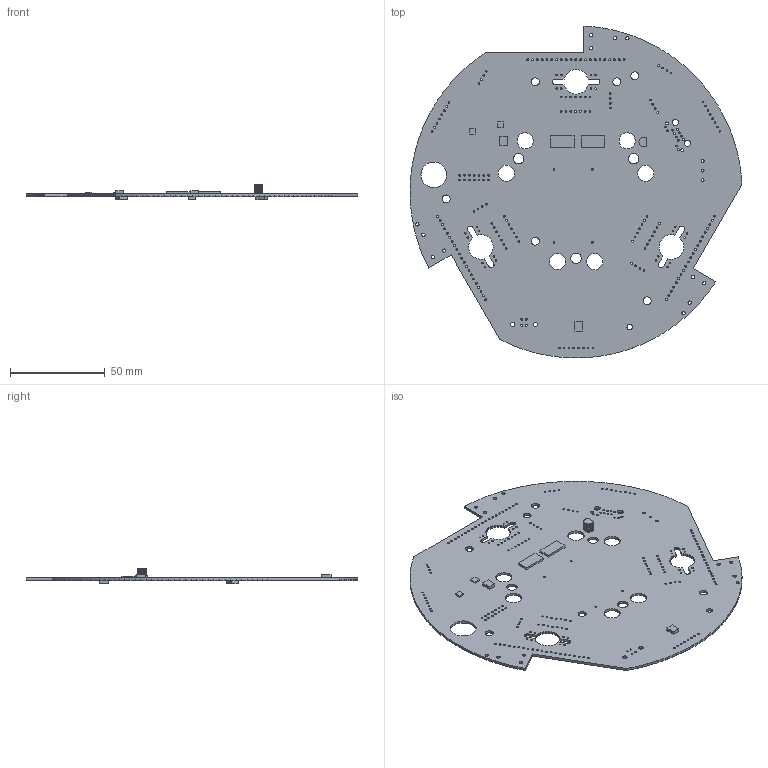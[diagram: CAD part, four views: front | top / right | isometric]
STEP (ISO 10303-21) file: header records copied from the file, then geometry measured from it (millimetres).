
FILE_DESCRIPTION(('Open CASCADE Model'),'2;1');
FILE_NAME('Open CASCADE Shape Model','2012-01-19T09:28:45',('Author'),( 'Open CASCADE'),'Open CASCADE STEP processor 6.2','Open CASCADE 6.2' ,'Unknown');
FILE_SCHEMA(('AUTOMOTIVE_DESIGN { 1 0 10303 214 1 1 1 1 }'));
Length unit declared in the file: millimetre
Products named in the file (26): PCB; Board; U24; 1533087616; Extruded; U19; 1789041552; U17; 1789041040; U15; 1533087744; U14; 1789040400; U5; 1789041168; U4; U21; 1239755744; U22; U23
Assembly tree (28 placements, depth 4):
  PCB
    Board
    U24
      1533087616
        Extruded
    U19
      1789041552
        Extruded
    U17
      1789041040
        Extruded
    U15
      1533087744
        Extruded
    U14
      1789040400
        Extruded
    U5
      1789041168
        Extruded
    U4
      1789041168
        Extruded
    U21
      1239755744
        Extruded
    U22
      1533087744
        Extruded
    U23
      1239755744
        Extruded
Bounding box: 174.9 x 174.9 x 8.3 mm (x, y, z)
Volume: 28790.1 mm3; surface area: 45808.5 mm2
Topology: 11 solids, 11 shells, 701 faces, 2037 edges, 1358 vertices
Faces by surface type: plane 449, cylinder 252
Full cylindrical faces by diameter (mm): 0.75 x3, 0.762 x24, 0.889 x12, 0.9 x104, 0.92 x4, 1.016 x63, 1.02 x4, 1.5 x3, 1.575 x2, 1.778 x12, 2.3 x2, 3 x1, 3.25 x2, 4.22 x6, 5.5 x3, 8.5 x6, 13.494 x1
Entity records: 50265 total; most frequent: CARTESIAN_POINT 8049, DIRECTION 7931, LINE 4995, VECTOR 4995, ORIENTED_EDGE 4002, PCURVE 4002, DEFINITIONAL_REPRESENTATION 4002, EDGE_CURVE 2001
